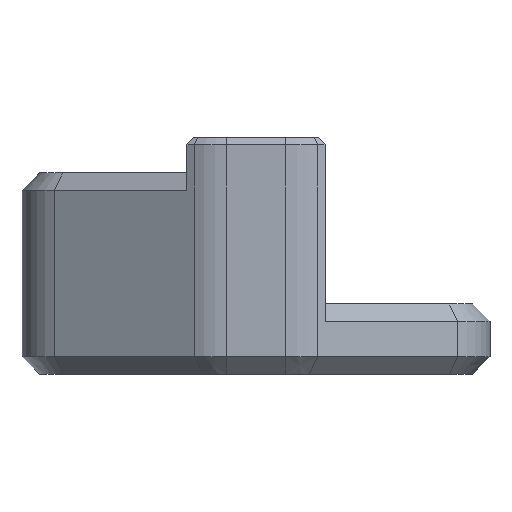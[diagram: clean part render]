
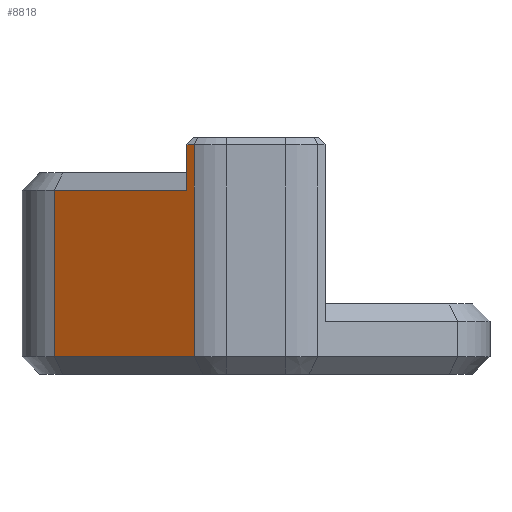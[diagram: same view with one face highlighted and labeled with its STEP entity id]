
A CAD part, left-side view. The second image highlights one B-rep face of the part: STEP entity #8818.
In plain terms, the highlighted planar face has unit normal (-0.866, 0.5, 0).
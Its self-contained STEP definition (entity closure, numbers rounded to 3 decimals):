
#12 = CARTESIAN_POINT ( 'NONE',  ( -12.175, 8.625, 0.75 ) ) ;
#39 = ORIENTED_EDGE ( 'NONE', *, *, #661, .T. ) ;
#210 = VECTOR ( 'NONE', #5479, 1000. ) ;
#356 = FACE_OUTER_BOUND ( 'NONE', #6153, .T. ) ;
#621 = AXIS2_PLACEMENT_3D ( 'NONE', #6013, #2910, #4352 ) ;
#661 = EDGE_CURVE ( 'NONE', #9485, #2074, #1206, .T. ) ;
#981 = VERTEX_POINT ( 'NONE', #12 ) ;
#1058 = CARTESIAN_POINT ( 'NONE',  ( -15.632, 2.638, 5.275 ) ) ;
#1206 = LINE ( 'NONE', #4399, #3561 ) ;
#1515 = EDGE_CURVE ( 'NONE', #981, #2157, #9443, .T. ) ;
#1529 = CARTESIAN_POINT ( 'NONE',  ( -15.452, 2.95, 5.275 ) ) ;
#1552 = VERTEX_POINT ( 'NONE', #1972 ) ;
#1739 = ORIENTED_EDGE ( 'NONE', *, *, #4360, .T. ) ;
#1929 = VERTEX_POINT ( 'NONE', #10231 ) ;
#1972 = CARTESIAN_POINT ( 'NONE',  ( -15.632, 2.638, 0.75 ) ) ;
#2061 = PLANE ( 'NONE',  #621 ) ;
#2074 = VERTEX_POINT ( 'NONE', #10440 ) ;
#2080 = VECTOR ( 'NONE', #6076, 1000. ) ;
#2157 = VERTEX_POINT ( 'NONE', #3318 ) ;
#2910 = DIRECTION ( 'NONE',  ( -0.866, 0.5, 0. ) ) ;
#2955 = CARTESIAN_POINT ( 'NONE',  ( -13.903, 5.632, 7.85 ) ) ;
#3318 = CARTESIAN_POINT ( 'NONE',  ( -12.175, 8.625, 7.85 ) ) ;
#3408 = LINE ( 'NONE', #8172, #4467 ) ;
#3561 = VECTOR ( 'NONE', #5149, 1000. ) ;
#3566 = CARTESIAN_POINT ( 'NONE',  ( -15.632, 2.638, 9.8 ) ) ;
#3671 = ORIENTED_EDGE ( 'NONE', *, *, #7373, .T. ) ;
#3920 = LINE ( 'NONE', #1529, #210 ) ;
#4095 = DIRECTION ( 'NONE',  ( 0.5, 0.866, 0. ) ) ;
#4229 = EDGE_CURVE ( 'NONE', #1552, #9485, #10143, .T. ) ;
#4352 = DIRECTION ( 'NONE',  ( -0.5, -0.866, 0. ) ) ;
#4360 = EDGE_CURVE ( 'NONE', #2074, #1929, #3920, .T. ) ;
#4399 = CARTESIAN_POINT ( 'NONE',  ( -13.903, 5.632, 9.8 ) ) ;
#4431 = ORIENTED_EDGE ( 'NONE', *, *, #4229, .T. ) ;
#4467 = VECTOR ( 'NONE', #4095, 1000. ) ;
#4554 = EDGE_CURVE ( 'NONE', #1552, #981, #3408, .T. ) ;
#5149 = DIRECTION ( 'NONE',  ( 0.5, 0.866, 0. ) ) ;
#5479 = DIRECTION ( 'NONE',  ( 0., 0., -1. ) ) ;
#6013 = CARTESIAN_POINT ( 'NONE',  ( -12.17, 8.634, 0.74 ) ) ;
#6076 = DIRECTION ( 'NONE',  ( 0., 0., 1. ) ) ;
#6153 = EDGE_LOOP ( 'NONE', ( #8454, #4431, #39, #1739, #3671, #9935 ) ) ;
#6210 = DIRECTION ( 'NONE',  ( 0.5, 0.866, 0. ) ) ;
#6890 = CARTESIAN_POINT ( 'NONE',  ( -12.175, 8.625, 4.3 ) ) ;
#7373 = EDGE_CURVE ( 'NONE', #1929, #2157, #7777, .T. ) ;
#7777 = LINE ( 'NONE', #2955, #9638 ) ;
#8021 = VECTOR ( 'NONE', #8539, 1000. ) ;
#8172 = CARTESIAN_POINT ( 'NONE',  ( -15.632, 2.638, 0.75 ) ) ;
#8454 = ORIENTED_EDGE ( 'NONE', *, *, #4554, .F. ) ;
#8539 = DIRECTION ( 'NONE',  ( 0., 0., 1. ) ) ;
#8818 = ADVANCED_FACE ( 'NONE', ( #356 ), #2061, .T. ) ;
#9443 = LINE ( 'NONE', #6890, #8021 ) ;
#9485 = VERTEX_POINT ( 'NONE', #3566 ) ;
#9638 = VECTOR ( 'NONE', #6210, 1000. ) ;
#9935 = ORIENTED_EDGE ( 'NONE', *, *, #1515, .F. ) ;
#10143 = LINE ( 'NONE', #1058, #2080 ) ;
#10231 = CARTESIAN_POINT ( 'NONE',  ( -15.452, 2.95, 7.85 ) ) ;
#10440 = CARTESIAN_POINT ( 'NONE',  ( -15.452, 2.95, 9.8 ) ) ;
